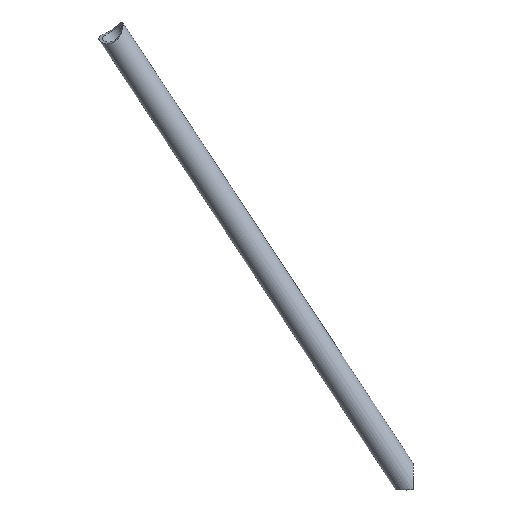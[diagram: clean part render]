
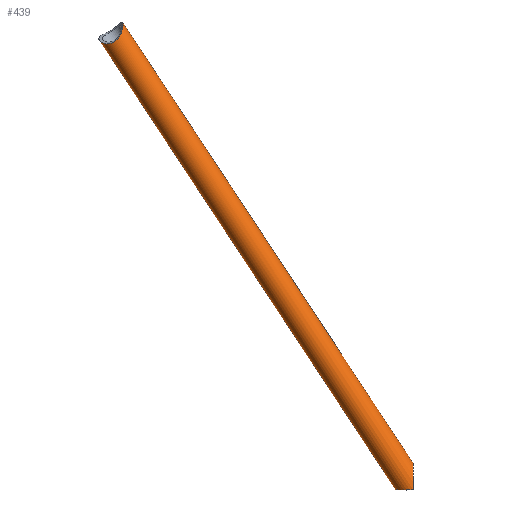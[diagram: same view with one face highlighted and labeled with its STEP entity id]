
A CAD part, top view. The second image highlights one B-rep face of the part: STEP entity #439.
In plain terms, the highlighted cylindrical face has radius 7.5 mm (diameter 15 mm), a partial arc.
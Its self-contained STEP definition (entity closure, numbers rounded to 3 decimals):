
#63=CARTESIAN_POINT('Vertex',(-1765.375,0.394,251.96)) ;
#110=CARTESIAN_POINT('Vertex',(-1756.407,14.046,251.947)) ;
#114=CARTESIAN_POINT('Control Point',(-1756.407,14.046,251.947)) ;
#115=CARTESIAN_POINT('Control Point',(-1756.407,14.047,251.962)) ;
#116=CARTESIAN_POINT('Control Point',(-1756.407,14.047,251.976)) ;
#117=CARTESIAN_POINT('Control Point',(-1756.407,14.046,251.99)) ;
#118=CARTESIAN_POINT('Vertex',(-1756.407,14.046,251.99)) ;
#189=CARTESIAN_POINT('Control Point',(-1756.423,0.401,259.469)) ;
#190=CARTESIAN_POINT('Control Point',(-1756.423,0.655,259.469)) ;
#191=CARTESIAN_POINT('Control Point',(-1756.424,0.909,259.466)) ;
#192=CARTESIAN_POINT('Control Point',(-1756.424,1.113,259.46)) ;
#193=CARTESIAN_POINT('Control Point',(-1756.424,1.473,259.447)) ;
#194=CARTESIAN_POINT('Control Point',(-1756.424,1.832,259.428)) ;
#195=CARTESIAN_POINT('Control Point',(-1756.424,2.036,259.417)) ;
#196=CARTESIAN_POINT('Control Point',(-1756.424,2.717,259.366)) ;
#197=CARTESIAN_POINT('Control Point',(-1756.424,3.395,259.292)) ;
#198=CARTESIAN_POINT('Control Point',(-1756.425,3.821,259.235)) ;
#199=CARTESIAN_POINT('Control Point',(-1756.425,5.208,259.019)) ;
#200=CARTESIAN_POINT('Control Point',(-1756.425,6.576,258.694)) ;
#201=CARTESIAN_POINT('Control Point',(-1756.425,7.508,258.413)) ;
#202=CARTESIAN_POINT('Control Point',(-1756.424,9.346,257.723)) ;
#203=CARTESIAN_POINT('Control Point',(-1756.421,11.044,256.738)) ;
#204=CARTESIAN_POINT('Control Point',(-1756.42,11.851,256.155)) ;
#205=CARTESIAN_POINT('Control Point',(-1756.417,12.998,255.061)) ;
#206=CARTESIAN_POINT('Control Point',(-1756.413,13.739,253.683)) ;
#207=CARTESIAN_POINT('Control Point',(-1756.411,13.941,253.135)) ;
#208=CARTESIAN_POINT('Control Point',(-1756.409,14.043,252.563)) ;
#209=CARTESIAN_POINT('Control Point',(-1756.407,14.046,251.99)) ;
#210=CARTESIAN_POINT('Vertex',(-1756.423,0.401,259.469)) ;
#214=CARTESIAN_POINT('Control Point',(-1756.423,0.401,259.469)) ;
#215=CARTESIAN_POINT('Control Point',(-1756.591,0.401,259.468)) ;
#216=CARTESIAN_POINT('Control Point',(-1756.76,0.401,259.464)) ;
#217=CARTESIAN_POINT('Control Point',(-1756.894,0.401,259.458)) ;
#218=CARTESIAN_POINT('Control Point',(-1757.127,0.401,259.445)) ;
#219=CARTESIAN_POINT('Control Point',(-1757.361,0.4,259.425)) ;
#220=CARTESIAN_POINT('Control Point',(-1757.494,0.4,259.414)) ;
#221=CARTESIAN_POINT('Control Point',(-1757.942,0.4,259.362)) ;
#222=CARTESIAN_POINT('Control Point',(-1758.386,0.4,259.286)) ;
#223=CARTESIAN_POINT('Control Point',(-1758.663,0.399,259.23)) ;
#224=CARTESIAN_POINT('Control Point',(-1759.932,0.399,258.925)) ;
#225=CARTESIAN_POINT('Control Point',(-1761.146,0.398,258.421)) ;
#226=CARTESIAN_POINT('Control Point',(-1762.044,0.397,257.901)) ;
#227=CARTESIAN_POINT('Control Point',(-1763.651,0.396,256.626)) ;
#228=CARTESIAN_POINT('Control Point',(-1764.773,0.395,254.91)) ;
#229=CARTESIAN_POINT('Control Point',(-1765.174,0.395,253.964)) ;
#230=CARTESIAN_POINT('Control Point',(-1765.375,0.394,252.962)) ;
#231=CARTESIAN_POINT('Control Point',(-1765.375,0.394,251.96)) ;
#355=CARTESIAN_POINT('Line Origine',(-1830.291,126.159,251.695)) ;
#359=CARTESIAN_POINT('Vertex',(-1904.748,239.143,251.44)) ;
#362=CARTESIAN_POINT('Line Origine',(-1842.815,117.905,251.695)) ;
#366=CARTESIAN_POINT('Vertex',(-1916.752,230.099,251.442)) ;
#400=CARTESIAN_POINT('Axis2P3D Location',(-1836.553,122.032,251.695)) ;
#406=CARTESIAN_POINT('Control Point',(-1904.748,239.143,251.44)) ;
#407=CARTESIAN_POINT('Control Point',(-1904.611,238.935,252.389)) ;
#408=CARTESIAN_POINT('Control Point',(-1904.537,238.55,253.309)) ;
#409=CARTESIAN_POINT('Control Point',(-1904.514,238.009,254.147)) ;
#410=CARTESIAN_POINT('Control Point',(-1904.563,236.908,255.479)) ;
#411=CARTESIAN_POINT('Control Point',(-1904.792,235.603,256.581)) ;
#412=CARTESIAN_POINT('Control Point',(-1904.927,235.019,257.013)) ;
#413=CARTESIAN_POINT('Control Point',(-1905.246,233.934,257.713)) ;
#414=CARTESIAN_POINT('Control Point',(-1905.727,232.823,258.259)) ;
#415=CARTESIAN_POINT('Control Point',(-1905.978,232.327,258.468)) ;
#416=CARTESIAN_POINT('Control Point',(-1906.501,231.45,258.773)) ;
#417=CARTESIAN_POINT('Control Point',(-1907.162,230.631,258.928)) ;
#418=CARTESIAN_POINT('Control Point',(-1907.483,230.285,258.965)) ;
#419=CARTESIAN_POINT('Control Point',(-1908.41,229.428,258.964)) ;
#420=CARTESIAN_POINT('Control Point',(-1909.485,228.792,258.702)) ;
#421=CARTESIAN_POINT('Control Point',(-1910.189,228.512,258.433)) ;
#422=CARTESIAN_POINT('Control Point',(-1911.323,228.233,257.869)) ;
#423=CARTESIAN_POINT('Control Point',(-1912.392,228.196,257.148)) ;
#424=CARTESIAN_POINT('Control Point',(-1912.795,228.213,256.847)) ;
#425=CARTESIAN_POINT('Control Point',(-1914.122,228.367,255.761)) ;
#426=CARTESIAN_POINT('Control Point',(-1915.245,228.798,254.503)) ;
#427=CARTESIAN_POINT('Control Point',(-1915.918,229.188,253.554)) ;
#428=CARTESIAN_POINT('Control Point',(-1916.446,229.634,252.525)) ;
#429=CARTESIAN_POINT('Control Point',(-1916.752,230.099,251.442)) ;
#356=DIRECTION('Vector Direction',(-0.55,0.835,-0.002)) ;
#363=DIRECTION('Vector Direction',(-0.55,0.835,-0.002)) ;
#401=DIRECTION('Axis2P3D Direction',(-0.55,0.835,-0.002)) ;
#402=DIRECTION('Axis2P3D XDirection',(-0.835,-0.55,0.)) ;
#403=AXIS2_PLACEMENT_3D('Cylinder Axis2P3D',#400,#401,#402) ;
#432=ORIENTED_EDGE('',*,*,#368,.F.) ;
#433=ORIENTED_EDGE('',*,*,#232,.F.) ;
#434=ORIENTED_EDGE('',*,*,#212,.T.) ;
#435=ORIENTED_EDGE('',*,*,#120,.F.) ;
#436=ORIENTED_EDGE('',*,*,#361,.T.) ;
#437=ORIENTED_EDGE('',*,*,#430,.T.) ;
#357=VECTOR('Line Direction',#356,1.) ;
#364=VECTOR('Line Direction',#363,1.) ;
#439=ADVANCED_FACE('Corps principal',(#438),#404,.T.) ;
#113=B_SPLINE_CURVE_WITH_KNOTS('',3,(#114,#115,#116,#117),.UNSPECIFIED.,.F.,.U.,(4,4),(0.,0.061),.UNSPECIFIED.) ;
#188=B_SPLINE_CURVE_WITH_KNOTS('',5,(#189,#190,#191,#192,#193,#194,#195,#196,#197,#198,#199,#200,#201,#202,#203,#204,#205,#206,#207,#208,#209),.UNSPECIFIED.,.F.,.U.,(6,3,3,3,3,3,6),(0.,1.794,3.589,6.62,13.515,20.453,24.503),.UNSPECIFIED.) ;
#213=B_SPLINE_CURVE_WITH_KNOTS('',5,(#214,#215,#216,#217,#218,#219,#220,#221,#222,#223,#224,#225,#226,#227,#228,#229,#230,#231),.UNSPECIFIED.,.F.,.U.,(6,3,3,3,3,6),(0.,1.192,2.384,4.378,11.606,18.692),.UNSPECIFIED.) ;
#405=B_SPLINE_CURVE_WITH_KNOTS('',5,(#406,#407,#408,#409,#410,#411,#412,#413,#414,#415,#416,#417,#418,#419,#420,#421,#422,#423,#424,#425,#426,#427,#428,#429),.UNSPECIFIED.,.F.,.U.,(6,3,3,3,3,3,3,6),(0.,6.941,12.139,16.306,19.63,25.178,28.717,37.329),.UNSPECIFIED.) ;
#404=CYLINDRICAL_SURFACE('generated cylinder',#403,7.5) ;
#120=EDGE_CURVE('',#111,#119,#113,.T.) ;
#212=EDGE_CURVE('',#211,#119,#188,.T.) ;
#232=EDGE_CURVE('',#211,#64,#213,.T.) ;
#361=EDGE_CURVE('',#111,#360,#358,.T.) ;
#368=EDGE_CURVE('',#64,#367,#365,.T.) ;
#430=EDGE_CURVE('',#360,#367,#405,.T.) ;
#431=EDGE_LOOP('',(#432,#433,#434,#435,#436,#437)) ;
#438=FACE_OUTER_BOUND('',#431,.T.) ;
#358=LINE('Line',#355,#357) ;
#365=LINE('Line',#362,#364) ;
#64=VERTEX_POINT('',#63) ;
#111=VERTEX_POINT('',#110) ;
#119=VERTEX_POINT('',#118) ;
#211=VERTEX_POINT('',#210) ;
#360=VERTEX_POINT('',#359) ;
#367=VERTEX_POINT('',#366) ;
